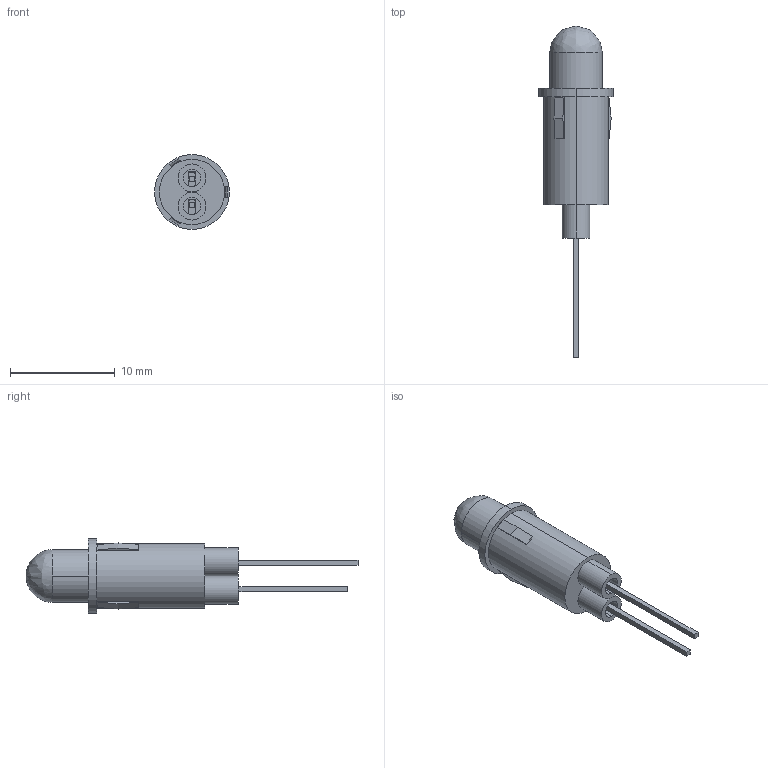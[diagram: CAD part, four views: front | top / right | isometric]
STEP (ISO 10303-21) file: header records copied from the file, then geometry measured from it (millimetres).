
FILE_DESCRIPTION (( 'STEP AP203' ), '1' );
FILE_NAME ('510XXX.STEP', '2017-02-23T18:43:15', ( '' ), ( '' ), 'SwSTEP 2.0', 'SolidWorks 2016', '' );
FILE_SCHEMA (( 'CONFIG_CONTROL_DESIGN' ));
Length unit declared in the file: inch
Products named in the file (4): E23637BK - B7590 Rev N_1; Autosplice .060 x .079_2mm; 4301H1-1_Straight; 510XXX
Assembly tree (4 placements, depth 2):
  510XXX
    E23637BK - B7590 Rev N_1
    Autosplice .060 x .079_2mm  x2
    4301H1-1_Straight
Bounding box: 7.14 x 31.65 x 7.14 mm (x, y, z)
Volume: 318 mm3; surface area: 924.3 mm2
Topology: 7 solids, 7 shells, 100 faces, 243 edges, 161 vertices
Faces by surface type: plane 64, cylinder 35, bspline 1
Entity records: 2822 total; most frequent: DIRECTION 427, CARTESIAN_POINT 423, ORIENTED_EDGE 382, EDGE_CURVE 191, AXIS2_PLACEMENT_3D 148, VECTOR 131, LINE 131, VERTEX_POINT 128
